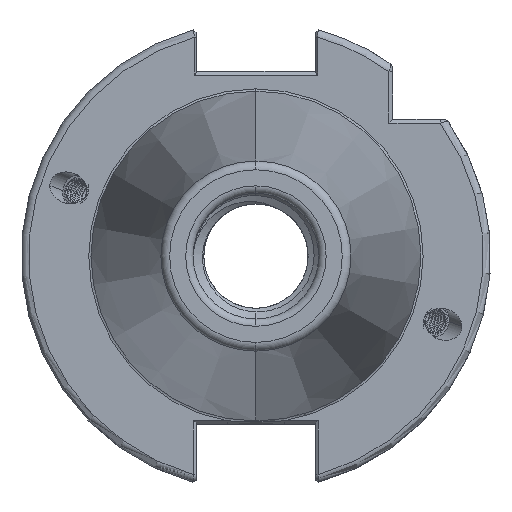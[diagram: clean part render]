
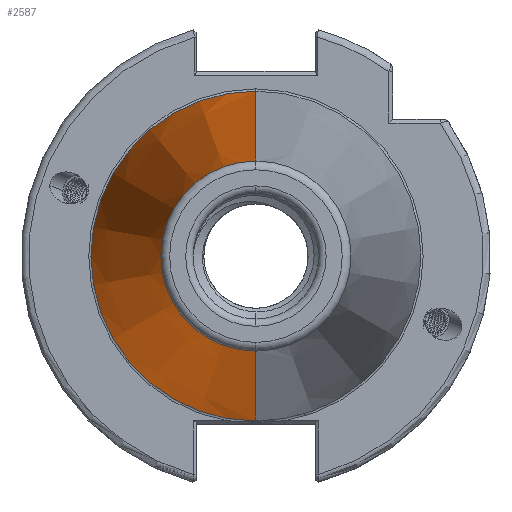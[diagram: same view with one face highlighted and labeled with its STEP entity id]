
A CAD part, left-side view. The second image highlights one B-rep face of the part: STEP entity #2587.
In plain terms, the highlighted conical face has half-angle 8.297 degrees and reference radius 22.692 mm.
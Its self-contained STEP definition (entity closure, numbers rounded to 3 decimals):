
#220 = DIRECTION ( 'NONE',  ( 0., 0., 1. ) ) ;
#253 = DIRECTION ( 'NONE',  ( 1., 0., 0. ) ) ;
#256 = CARTESIAN_POINT ( 'NONE',  ( -67.373, 0., 0. ) ) ;
#381 = CARTESIAN_POINT ( 'NONE',  ( 0., 0., 22.692 ) ) ;
#390 = DIRECTION ( 'NONE',  ( 0.99, 0., 0.144 ) ) ;
#2587 = ADVANCED_FACE ( 'NONE', ( #8693 ), #8715, .T. ) ;
#2627 = AXIS2_PLACEMENT_3D ( 'NONE', #256, #253, #220 ) ;
#6509 = CARTESIAN_POINT ( 'NONE',  ( 0., 0., -22.692 ) ) ;
#6511 = DIRECTION ( 'NONE',  ( 0.99, 0., -0.144 ) ) ;
#7344 = DIRECTION ( 'NONE',  ( 0., 0., -1. ) ) ;
#7351 = DIRECTION ( 'NONE',  ( 1., 0., 0. ) ) ;
#7366 = CARTESIAN_POINT ( 'NONE',  ( -2.5, 0., 0. ) ) ;
#8693 = FACE_OUTER_BOUND ( 'NONE', #9422, .T. ) ;
#8715 = CONICAL_SURFACE ( 'NONE', #16118, 22.692, 0.145 ) ;
#9249 = VECTOR ( 'NONE', #6511, 1000. ) ;
#9284 = LINE ( 'NONE', #6509, #9249 ) ;
#9422 = EDGE_LOOP ( 'NONE', ( #16585, #16667, #16629, #16697 ) ) ;
#11762 = EDGE_CURVE ( 'NONE', #14769, #14789, #9284, .T. ) ;
#14692 = VERTEX_POINT ( 'NONE', #21182 ) ;
#14769 = VERTEX_POINT ( 'NONE', #21405 ) ;
#14787 = VERTEX_POINT ( 'NONE', #21308 ) ;
#14789 = VERTEX_POINT ( 'NONE', #21324 ) ;
#16118 = AXIS2_PLACEMENT_3D ( 'NONE', #32748, #32766, #32760 ) ;
#16585 = ORIENTED_EDGE ( 'NONE', *, *, #31286, .T. ) ;
#16629 = ORIENTED_EDGE ( 'NONE', *, *, #31161, .F. ) ;
#16667 = ORIENTED_EDGE ( 'NONE', *, *, #31192, .T. ) ;
#16697 = ORIENTED_EDGE ( 'NONE', *, *, #11762, .F. ) ;
#21182 = CARTESIAN_POINT ( 'NONE',  ( -67.373, 0., 12.866 ) ) ;
#21308 = CARTESIAN_POINT ( 'NONE',  ( -2.5, 0., 22.327 ) ) ;
#21324 = CARTESIAN_POINT ( 'NONE',  ( -2.5, 0., -22.327 ) ) ;
#21405 = CARTESIAN_POINT ( 'NONE',  ( -67.373, 0., -12.866 ) ) ;
#25685 = CIRCLE ( 'NONE', #30847, 22.327 ) ;
#25704 = LINE ( 'NONE', #381, #25710 ) ;
#25710 = VECTOR ( 'NONE', #390, 1000. ) ;
#26366 = CIRCLE ( 'NONE', #2627, 12.866 ) ;
#30847 = AXIS2_PLACEMENT_3D ( 'NONE', #7366, #7351, #7344 ) ;
#31161 = EDGE_CURVE ( 'NONE', #14789, #14787, #25685, .T. ) ;
#31192 = EDGE_CURVE ( 'NONE', #14692, #14787, #25704, .T. ) ;
#31286 = EDGE_CURVE ( 'NONE', #14769, #14692, #26366, .T. ) ;
#32748 = CARTESIAN_POINT ( 'NONE',  ( 0., 0., 0. ) ) ;
#32760 = DIRECTION ( 'NONE',  ( 0., 0., -1. ) ) ;
#32766 = DIRECTION ( 'NONE',  ( 1., 0., 0. ) ) ;
